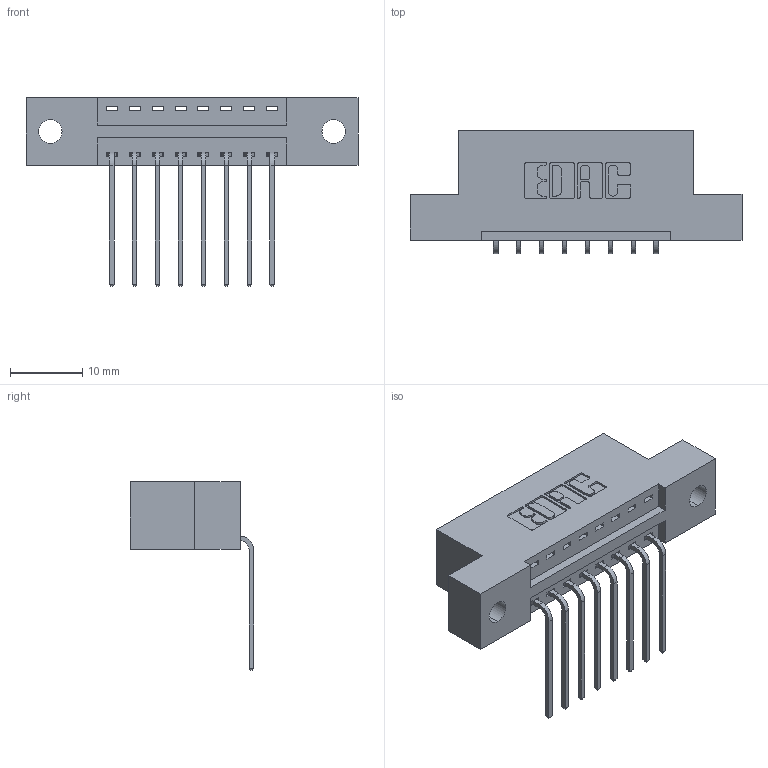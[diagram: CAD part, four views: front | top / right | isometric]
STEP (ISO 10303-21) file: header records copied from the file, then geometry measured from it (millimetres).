
FILE_DESCRIPTION (( 'STEP AP203' ), '1' );
FILE_NAME ('346-008-559-102.STEP', '2022-05-04T21:38:46', ( '' ), ( '' ), 'SwSTEP 2.0', 'SolidWorks 2020', '' );
FILE_SCHEMA (( 'CONFIG_CONTROL_DESIGN' ));
Length unit declared in the file: inch
Products named in the file (3): 346-008-559-102; 346 Part_Flush Mounting Lugs - 0.128 Dia; 345-292-001_558 559 Tail - 1
Assembly tree (9 placements, depth 2):
  346-008-559-102
    346 Part_Flush Mounting Lugs - 0.128 Dia
    345-292-001_558 559 Tail - 1  x8
Bounding box: 45.97 x 17.08 x 26.16 mm (x, y, z)
Volume: 4156.4 mm3; surface area: 4715.9 mm2
Topology: 9 solids, 9 shells, 602 faces, 1785 edges, 1178 vertices
Faces by surface type: plane 412, cylinder 190
Entity records: 9629 total; most frequent: CARTESIAN_POINT 1668, ORIENTED_EDGE 1610, DIRECTION 1513, EDGE_CURVE 805, LINE 641, VECTOR 641, VERTEX_POINT 534, AXIS2_PLACEMENT_3D 436
